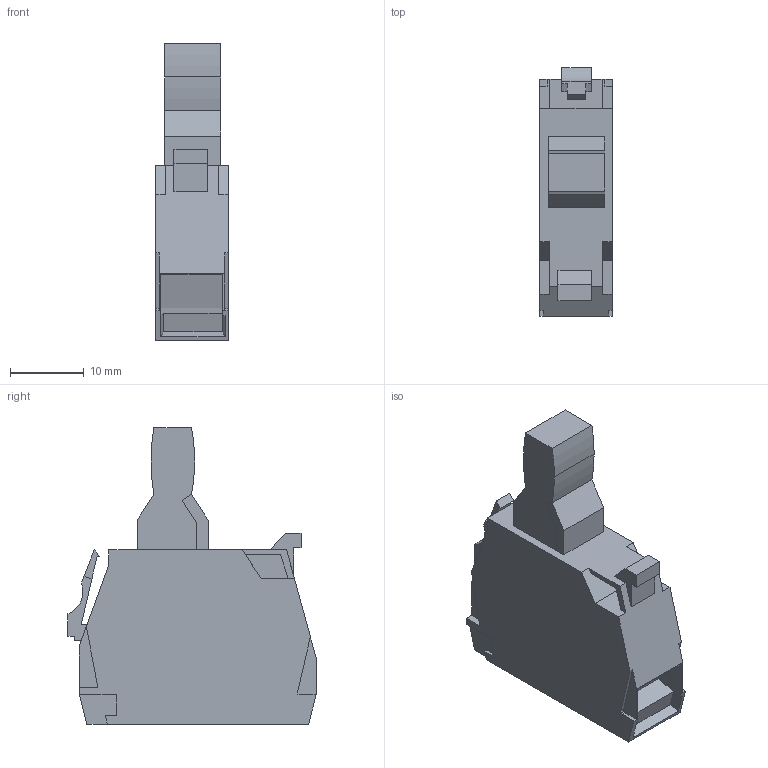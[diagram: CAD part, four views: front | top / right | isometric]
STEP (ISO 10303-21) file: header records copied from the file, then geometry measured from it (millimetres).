
FILE_DESCRIPTION (( 'STEP AP214' ), '1' );
FILE_NAME ('Yellow LED [ZBV B5].STEP', '2019-09-13T14:26:03', ( '' ), ( '' ), 'SwSTEP 2.0', 'SolidWorks 2017', '' );
FILE_SCHEMA (( 'AUTOMOTIVE_DESIGN' ));
Length unit declared in the file: millimetre
Products named in the file (1): Yellow LED [ZBV B5]
Bounding box: 9.83 x 33.56 x 40.1 mm (x, y, z)
Volume: 7033.9 mm3; surface area: 3988.4 mm2
Topology: 3 solids, 4 shells, 215 faces, 573 edges, 377 vertices
Faces by surface type: plane 197, cylinder 10, bspline 8
Entity records: 7880 total; most frequent: CARTESIAN_POINT 1598, ORIENTED_EDGE 1146, DIRECTION 993, EDGE_CURVE 573, LINE 537, VECTOR 537, VERTEX_POINT 377, AXIS2_PLACEMENT_3D 228
